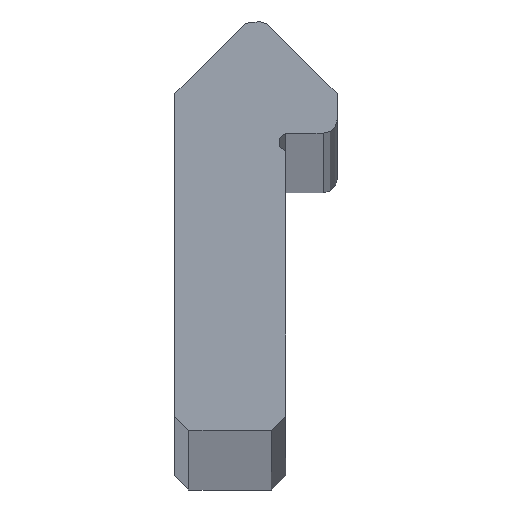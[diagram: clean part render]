
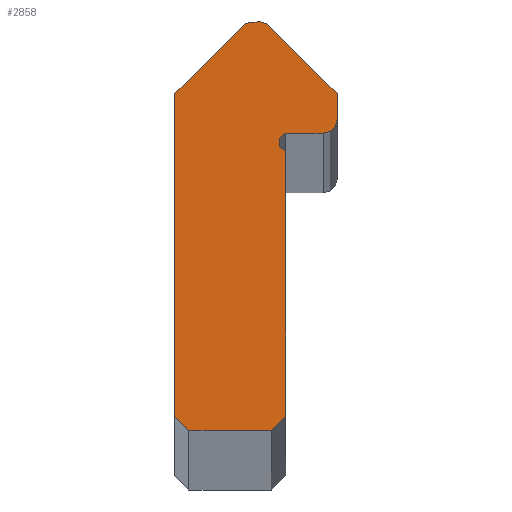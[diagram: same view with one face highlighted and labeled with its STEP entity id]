
A CAD part, top view. The second image highlights one B-rep face of the part: STEP entity #2858.
In plain terms, the highlighted planar face has unit normal (0, 0, 1).
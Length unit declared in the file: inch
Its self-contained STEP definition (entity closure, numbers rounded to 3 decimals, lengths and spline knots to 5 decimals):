
#8 = CARTESIAN_POINT ( 'NONE',  ( -0.1415, -0.88193, 0. ) ) ;
#40 = ORIENTED_EDGE ( 'NONE', *, *, #782, .T. ) ;
#43 = DIRECTION ( 'NONE',  ( 0., 0., 1. ) ) ;
#55 = VECTOR ( 'NONE', #2878, 39.37008 ) ;
#59 = LINE ( 'NONE', #290, #931 ) ;
#66 = DIRECTION ( 'NONE',  ( 0., 0., -1. ) ) ;
#70 = VERTEX_POINT ( 'NONE', #1391 ) ;
#155 = VERTEX_POINT ( 'NONE', #3004 ) ;
#168 = CARTESIAN_POINT ( 'NONE',  ( -0.02475, -0.02475, 0. ) ) ;
#172 = DIRECTION ( 'NONE',  ( -1., 0., 0. ) ) ;
#198 = VECTOR ( 'NONE', #1147, 39.37008 ) ;
#240 = AXIS2_PLACEMENT_3D ( 'NONE', #2833, #66, #294 ) ;
#249 = LINE ( 'NONE', #8, #2009 ) ;
#290 = CARTESIAN_POINT ( 'NONE',  ( 0.1415, -0.25493, 0. ) ) ;
#294 = DIRECTION ( 'NONE',  ( -1., 0., 0. ) ) ;
#332 = CARTESIAN_POINT ( 'NONE',  ( 0.1715, -0.22493, 0. ) ) ;
#341 = DIRECTION ( 'NONE',  ( 1., 0., 0. ) ) ;
#383 = CARTESIAN_POINT ( 'NONE',  ( 0.1715, -0.17686, 0. ) ) ;
#415 = CARTESIAN_POINT ( 'NONE',  ( -0.1715, -0.85193, 0. ) ) ;
#493 = CARTESIAN_POINT ( 'NONE',  ( 0.1715, -0.17686, 0. ) ) ;
#496 = DIRECTION ( 'NONE',  ( -1., 0., 0. ) ) ;
#507 = VERTEX_POINT ( 'NONE', #528 ) ;
#514 = EDGE_CURVE ( 'NONE', #1808, #1781, #1056, .T. ) ;
#528 = CARTESIAN_POINT ( 'NONE',  ( -0.1415, -0.88193, 0. ) ) ;
#530 = VECTOR ( 'NONE', #658, 39.37008 ) ;
#543 = EDGE_CURVE ( 'NONE', #2815, #2461, #2973, .T. ) ;
#549 = AXIS2_PLACEMENT_3D ( 'NONE', #753, #1547, #172 ) ;
#604 = AXIS2_PLACEMENT_3D ( 'NONE', #3512, #2756, #1950 ) ;
#621 = EDGE_CURVE ( 'NONE', #155, #2927, #59, .T. ) ;
#658 = DIRECTION ( 'NONE',  ( -0.707, -0.707, 0. ) ) ;
#753 = CARTESIAN_POINT ( 'NONE',  ( 0.0675, -0.27429, 0. ) ) ;
#760 = ORIENTED_EDGE ( 'NONE', *, *, #1590, .T. ) ;
#782 = EDGE_CURVE ( 'NONE', #2927, #2815, #995, .T. ) ;
#865 = DIRECTION ( 'NONE',  ( -0.707, 0.707, 0. ) ) ;
#879 = AXIS2_PLACEMENT_3D ( 'NONE', #3270, #2196, #496 ) ;
#890 = EDGE_CURVE ( 'NONE', #1712, #1690, #3519, .T. ) ;
#931 = VECTOR ( 'NONE', #341, 39.37008 ) ;
#995 = CIRCLE ( 'NONE', #1465, 0.03 ) ;
#1056 = LINE ( 'NONE', #2946, #2287 ) ;
#1085 = VERTEX_POINT ( 'NONE', #415 ) ;
#1135 = CARTESIAN_POINT ( 'NONE',  ( -0.1715, -0.85193, 0. ) ) ;
#1147 = DIRECTION ( 'NONE',  ( 0., -1., 0. ) ) ;
#1150 = ORIENTED_EDGE ( 'NONE', *, *, #3079, .T. ) ;
#1156 = ORIENTED_EDGE ( 'NONE', *, *, #543, .T. ) ;
#1190 = ORIENTED_EDGE ( 'NONE', *, *, #1737, .T. ) ;
#1230 = VECTOR ( 'NONE', #2707, 39.37008 ) ;
#1249 = CARTESIAN_POINT ( 'NONE',  ( -0.1709, -0.1709, 0. ) ) ;
#1255 = VERTEX_POINT ( 'NONE', #2884 ) ;
#1273 = DIRECTION ( 'NONE',  ( -1., 0., 0. ) ) ;
#1391 = CARTESIAN_POINT ( 'NONE',  ( 0.0325, -0.88193, 0. ) ) ;
#1465 = AXIS2_PLACEMENT_3D ( 'NONE', #2511, #43, #3323 ) ;
#1488 = ORIENTED_EDGE ( 'NONE', *, *, #1989, .T. ) ;
#1511 = ORIENTED_EDGE ( 'NONE', *, *, #1585, .T. ) ;
#1512 = CIRCLE ( 'NONE', #3231, 0.065 ) ;
#1519 = LINE ( 'NONE', #1249, #530 ) ;
#1547 = DIRECTION ( 'NONE',  ( 0., 0., -1. ) ) ;
#1568 = LINE ( 'NONE', #2150, #55 ) ;
#1585 = EDGE_CURVE ( 'NONE', #507, #70, #2987, .T. ) ;
#1590 = EDGE_CURVE ( 'NONE', #1085, #507, #249, .T. ) ;
#1690 = VERTEX_POINT ( 'NONE', #2682 ) ;
#1712 = VERTEX_POINT ( 'NONE', #2907 ) ;
#1736 = EDGE_LOOP ( 'NONE', ( #2136, #3026, #760, #1511, #1488, #1791, #1190, #2034, #40, #1156, #1150, #2487, #2054, #2045 ) ) ;
#1737 = EDGE_CURVE ( 'NONE', #1781, #155, #2244, .T. ) ;
#1748 = PLANE ( 'NONE',  #240 ) ;
#1781 = VERTEX_POINT ( 'NONE', #2984 ) ;
#1791 = ORIENTED_EDGE ( 'NONE', *, *, #514, .T. ) ;
#1808 = VERTEX_POINT ( 'NONE', #1926 ) ;
#1832 = VECTOR ( 'NONE', #1972, 39.37008 ) ;
#1849 = EDGE_CURVE ( 'NONE', #2774, #1255, #2184, .T. ) ;
#1926 = CARTESIAN_POINT ( 'NONE',  ( 0.0625, -0.85193, 0. ) ) ;
#1950 = DIRECTION ( 'NONE',  ( -1., 0., 0. ) ) ;
#1972 = DIRECTION ( 'NONE',  ( 1., 0., 0. ) ) ;
#1989 = EDGE_CURVE ( 'NONE', #70, #1808, #1568, .T. ) ;
#2009 = VECTOR ( 'NONE', #3282, 39.37008 ) ;
#2034 = ORIENTED_EDGE ( 'NONE', *, *, #621, .T. ) ;
#2045 = ORIENTED_EDGE ( 'NONE', *, *, #2302, .T. ) ;
#2054 = ORIENTED_EDGE ( 'NONE', *, *, #3032, .T. ) ;
#2136 = ORIENTED_EDGE ( 'NONE', *, *, #1849, .T. ) ;
#2150 = CARTESIAN_POINT ( 'NONE',  ( 0.0625, -0.85193, 0. ) ) ;
#2175 = DIRECTION ( 'NONE',  ( 0., 1., 0. ) ) ;
#2184 = CIRCLE ( 'NONE', #604, 0.03 ) ;
#2196 = DIRECTION ( 'NONE',  ( 0., 0., 1. ) ) ;
#2227 = CARTESIAN_POINT ( 'NONE',  ( 0.0325, -0.88193, 0. ) ) ;
#2244 = CIRCLE ( 'NONE', #549, 0.02 ) ;
#2287 = VECTOR ( 'NONE', #2175, 39.37008 ) ;
#2291 = CARTESIAN_POINT ( 'NONE',  ( -0.1709, -0.1709, 0. ) ) ;
#2302 = EDGE_CURVE ( 'NONE', #2868, #2774, #1519, .T. ) ;
#2318 = CARTESIAN_POINT ( 'NONE',  ( 0.02475, -0.02475, 0. ) ) ;
#2323 = CARTESIAN_POINT ( 'NONE',  ( 0.1415, -0.25493, 0. ) ) ;
#2461 = VERTEX_POINT ( 'NONE', #383 ) ;
#2487 = ORIENTED_EDGE ( 'NONE', *, *, #890, .T. ) ;
#2499 = LINE ( 'NONE', #1135, #198 ) ;
#2511 = CARTESIAN_POINT ( 'NONE',  ( 0.1415, -0.22493, 0. ) ) ;
#2620 = CARTESIAN_POINT ( 'NONE',  ( 0., -0.08485, 0. ) ) ;
#2682 = CARTESIAN_POINT ( 'NONE',  ( 0.02475, -0.02475, 0. ) ) ;
#2707 = DIRECTION ( 'NONE',  ( 0., 1., 0. ) ) ;
#2756 = DIRECTION ( 'NONE',  ( 0., 0., 1. ) ) ;
#2774 = VERTEX_POINT ( 'NONE', #2291 ) ;
#2803 = FACE_OUTER_BOUND ( 'NONE', #1736, .T. ) ;
#2815 = VERTEX_POINT ( 'NONE', #332 ) ;
#2833 = CARTESIAN_POINT ( 'NONE',  ( -0.1415, -0.17686, 0. ) ) ;
#2858 = ADVANCED_FACE ( 'NONE', ( #2803 ), #1748, .F. ) ;
#2868 = VERTEX_POINT ( 'NONE', #168 ) ;
#2878 = DIRECTION ( 'NONE',  ( 0.707, 0.707, 0. ) ) ;
#2884 = CARTESIAN_POINT ( 'NONE',  ( -0.1715, -0.17686, 0. ) ) ;
#2907 = CARTESIAN_POINT ( 'NONE',  ( 0.1709, -0.1709, 0. ) ) ;
#2927 = VERTEX_POINT ( 'NONE', #2323 ) ;
#2946 = CARTESIAN_POINT ( 'NONE',  ( 0.0625, -0.29366, 0. ) ) ;
#2973 = LINE ( 'NONE', #493, #1230 ) ;
#2984 = CARTESIAN_POINT ( 'NONE',  ( 0.0625, -0.29366, 0. ) ) ;
#2987 = LINE ( 'NONE', #2227, #1832 ) ;
#3004 = CARTESIAN_POINT ( 'NONE',  ( 0.0625, -0.25493, 0. ) ) ;
#3026 = ORIENTED_EDGE ( 'NONE', *, *, #3165, .T. ) ;
#3032 = EDGE_CURVE ( 'NONE', #1690, #2868, #1512, .T. ) ;
#3079 = EDGE_CURVE ( 'NONE', #2461, #1712, #3162, .T. ) ;
#3106 = DIRECTION ( 'NONE',  ( 0., 0., 1. ) ) ;
#3162 = CIRCLE ( 'NONE', #879, 0.03 ) ;
#3165 = EDGE_CURVE ( 'NONE', #1255, #1085, #2499, .T. ) ;
#3231 = AXIS2_PLACEMENT_3D ( 'NONE', #2620, #3106, #1273 ) ;
#3270 = CARTESIAN_POINT ( 'NONE',  ( 0.1415, -0.17686, 0. ) ) ;
#3282 = DIRECTION ( 'NONE',  ( 0.707, -0.707, 0. ) ) ;
#3303 = VECTOR ( 'NONE', #865, 39.37008 ) ;
#3323 = DIRECTION ( 'NONE',  ( -1., 0., 0. ) ) ;
#3512 = CARTESIAN_POINT ( 'NONE',  ( -0.1415, -0.17686, 0. ) ) ;
#3519 = LINE ( 'NONE', #2318, #3303 ) ;
